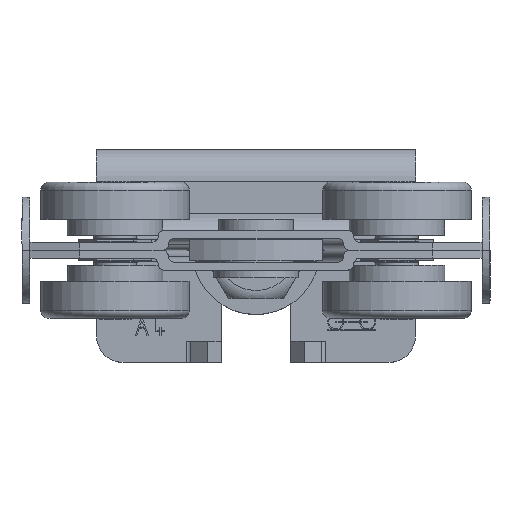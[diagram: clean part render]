
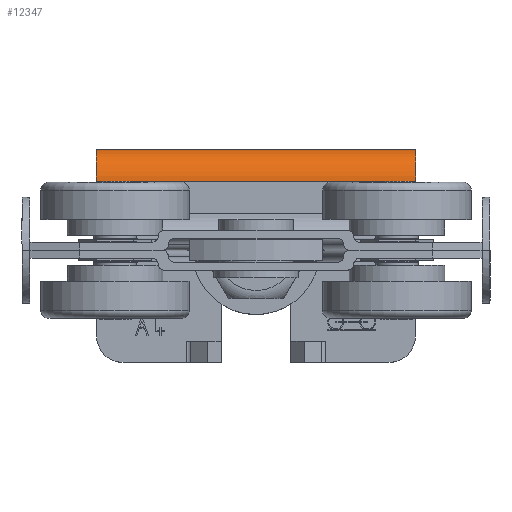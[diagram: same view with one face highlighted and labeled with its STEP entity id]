
A CAD part, top view. The second image highlights one B-rep face of the part: STEP entity #12347.
In plain terms, the highlighted cylindrical face has radius 6 mm (diameter 12 mm), a partial arc.
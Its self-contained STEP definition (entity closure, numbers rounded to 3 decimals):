
#552=CYLINDRICAL_SURFACE('',#13722,6.);
#1253=FACE_OUTER_BOUND('',#2068,.T.);
#2068=EDGE_LOOP('',(#10978,#10979,#10980,#10981));
#2356=CIRCLE('',#13600,6.);
#2368=CIRCLE('',#13615,6.);
#3638=LINE('',#33400,#4853);
#3649=LINE('',#33435,#4864);
#4853=VECTOR('',#16972,10.);
#4864=VECTOR('',#17017,10.);
#5872=VERTEX_POINT('',#33094);
#5873=VERTEX_POINT('',#33096);
#5891=VERTEX_POINT('',#33138);
#5892=VERTEX_POINT('',#33140);
#7484=EDGE_CURVE('',#5873,#5872,#2356,.T.);
#7506=EDGE_CURVE('',#5892,#5891,#2368,.T.);
#7637=EDGE_CURVE('',#5891,#5873,#3638,.T.);
#7654=EDGE_CURVE('',#5892,#5872,#3649,.T.);
#10978=ORIENTED_EDGE('',*,*,#7484,.T.);
#10979=ORIENTED_EDGE('',*,*,#7654,.F.);
#10980=ORIENTED_EDGE('',*,*,#7506,.T.);
#10981=ORIENTED_EDGE('',*,*,#7637,.T.);
#12347=ADVANCED_FACE('',(#1253),#552,.T.);
#13600=AXIS2_PLACEMENT_3D('',#33097,#16651,#16652);
#13615=AXIS2_PLACEMENT_3D('',#33141,#16691,#16692);
#13722=AXIS2_PLACEMENT_3D('',#33434,#17015,#17016);
#16651=DIRECTION('center_axis',(0.,0.,-1.));
#16652=DIRECTION('ref_axis',(1.,0.,0.));
#16691=DIRECTION('center_axis',(0.,0.,1.));
#16692=DIRECTION('ref_axis',(1.,0.,0.));
#16972=DIRECTION('',(0.,0.,1.));
#17015=DIRECTION('center_axis',(0.,0.,1.));
#17016=DIRECTION('ref_axis',(1.,0.,0.));
#17017=DIRECTION('',(0.,0.,1.));
#33094=CARTESIAN_POINT('',(7.,6.,60.));
#33096=CARTESIAN_POINT('',(1.,12.,60.));
#33097=CARTESIAN_POINT('Origin',(1.,6.,60.));
#33138=CARTESIAN_POINT('',(1.,12.,0.));
#33140=CARTESIAN_POINT('',(7.,6.,0.));
#33141=CARTESIAN_POINT('Origin',(1.,6.,0.));
#33400=CARTESIAN_POINT('',(1.,12.,0.));
#33434=CARTESIAN_POINT('Origin',(1.,6.,0.));
#33435=CARTESIAN_POINT('',(7.,6.,0.));
